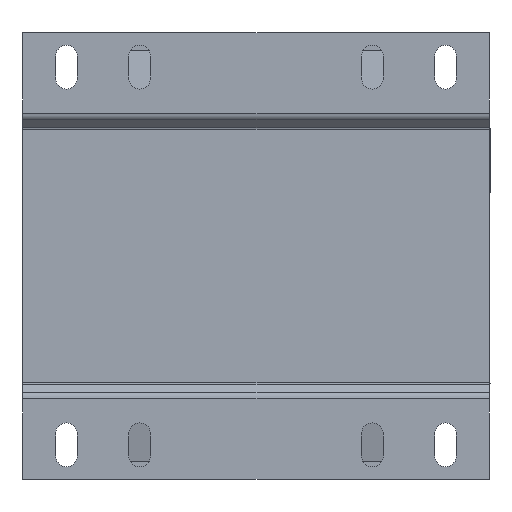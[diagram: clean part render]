
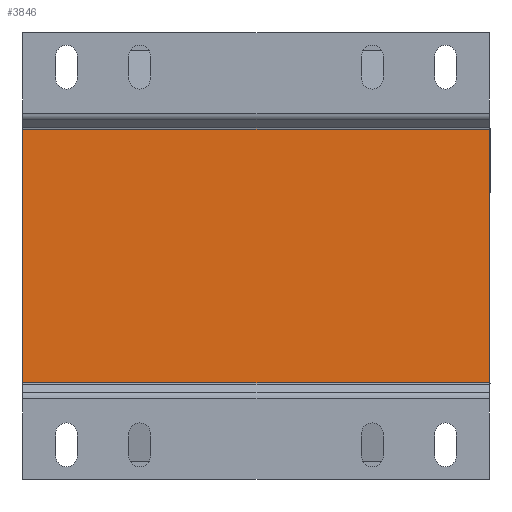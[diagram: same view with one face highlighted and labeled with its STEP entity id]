
A CAD part, front view. The second image highlights one B-rep face of the part: STEP entity #3846.
In plain terms, the highlighted planar face has unit normal (0, -1, 0).
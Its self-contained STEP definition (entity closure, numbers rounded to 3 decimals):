
#629 = CARTESIAN_POINT ( 'NONE',  ( 95.75, -82.5, -52. ) ) ;
#939 = VECTOR ( 'NONE', #2962, 1000. ) ;
#953 = CARTESIAN_POINT ( 'NONE',  ( -95.75, -82.5, 52. ) ) ;
#1757 = ORIENTED_EDGE ( 'NONE', *, *, #11080, .F. ) ;
#1868 = EDGE_CURVE ( 'NONE', #8886, #2264, #6215, .T. ) ;
#2209 = CARTESIAN_POINT ( 'NONE',  ( 0., -82.5, 52. ) ) ;
#2264 = VERTEX_POINT ( 'NONE', #3903 ) ;
#2751 = VECTOR ( 'NONE', #4775, 1000. ) ;
#2962 = DIRECTION ( 'NONE',  ( -1., 0., 0. ) ) ;
#3174 = VECTOR ( 'NONE', #3193, 1000. ) ;
#3193 = DIRECTION ( 'NONE',  ( 0., 0., -1. ) ) ;
#3301 = ORIENTED_EDGE ( 'NONE', *, *, #6640, .F. ) ;
#3653 = AXIS2_PLACEMENT_3D ( 'NONE', #6126, #11403, #5306 ) ;
#3846 = ADVANCED_FACE ( 'NONE', ( #11442 ), #11433, .F. ) ;
#3903 = CARTESIAN_POINT ( 'NONE',  ( 95.75, -82.5, 52. ) ) ;
#4009 = ORIENTED_EDGE ( 'NONE', *, *, #5851, .F. ) ;
#4775 = DIRECTION ( 'NONE',  ( 0., 0., 1. ) ) ;
#5109 = VERTEX_POINT ( 'NONE', #629 ) ;
#5306 = DIRECTION ( 'NONE',  ( 0., 0., 1. ) ) ;
#5734 = CARTESIAN_POINT ( 'NONE',  ( 95.75, -82.5, 93. ) ) ;
#5851 = EDGE_CURVE ( 'NONE', #5109, #7451, #6552, .T. ) ;
#6126 = CARTESIAN_POINT ( 'NONE',  ( 0., -82.5, 0. ) ) ;
#6215 = LINE ( 'NONE', #2209, #8713 ) ;
#6552 = LINE ( 'NONE', #7318, #939 ) ;
#6640 = EDGE_CURVE ( 'NONE', #2264, #5109, #9722, .T. ) ;
#7273 = LINE ( 'NONE', #8671, #2751 ) ;
#7318 = CARTESIAN_POINT ( 'NONE',  ( 0., -82.5, -52. ) ) ;
#7451 = VERTEX_POINT ( 'NONE', #8893 ) ;
#8462 = DIRECTION ( 'NONE',  ( 1., 0., 0. ) ) ;
#8521 = EDGE_LOOP ( 'NONE', ( #10668, #1757, #4009, #3301 ) ) ;
#8671 = CARTESIAN_POINT ( 'NONE',  ( -95.75, -82.5, 93. ) ) ;
#8713 = VECTOR ( 'NONE', #8462, 1000. ) ;
#8886 = VERTEX_POINT ( 'NONE', #953 ) ;
#8893 = CARTESIAN_POINT ( 'NONE',  ( -95.75, -82.5, -52. ) ) ;
#9722 = LINE ( 'NONE', #5734, #3174 ) ;
#10668 = ORIENTED_EDGE ( 'NONE', *, *, #1868, .F. ) ;
#11080 = EDGE_CURVE ( 'NONE', #7451, #8886, #7273, .T. ) ;
#11403 = DIRECTION ( 'NONE',  ( 0., 1., 0. ) ) ;
#11433 = PLANE ( 'NONE',  #3653 ) ;
#11442 = FACE_OUTER_BOUND ( 'NONE', #8521, .T. ) ;
